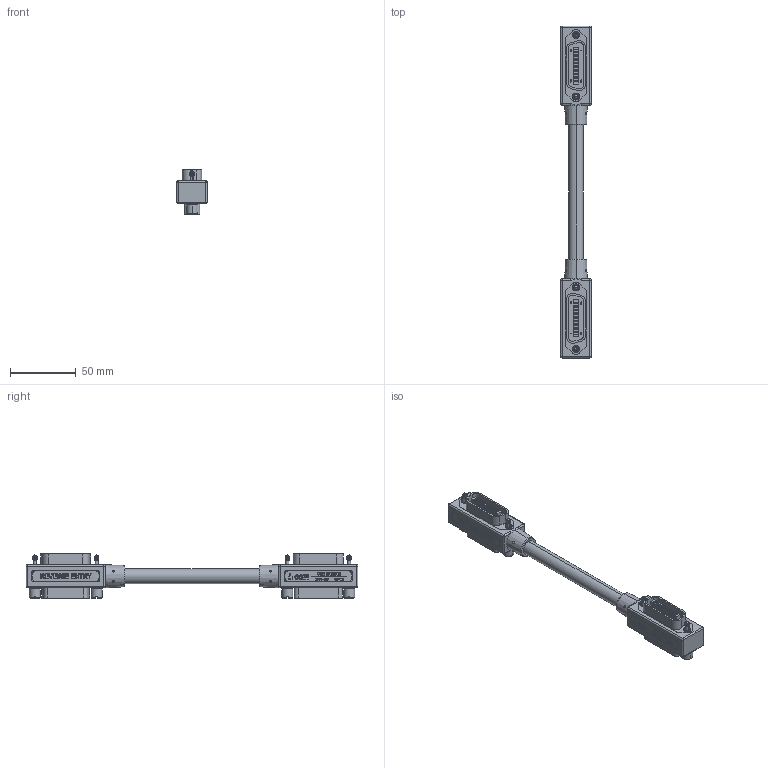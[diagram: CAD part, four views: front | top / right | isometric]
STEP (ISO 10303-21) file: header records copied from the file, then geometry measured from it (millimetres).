
FILE_DESCRIPTION (( 'STEP AP214' ), '1' );
FILE_NAME ('CIM24.STEP', '2020-08-21T20:41:32', ( '' ), ( '' ), 'SwSTEP 2.0', 'SolidWorks 2018', '' );
FILE_SCHEMA (( 'AUTOMOTIVE_DESIGN' ));
Length unit declared in the file: inch
Products named in the file (9): 3AB05-003; 3AC01-006; 3AA07-013; 3AB05-004; 3AB05-013; 3AC03-021; 3AC01-007; MTN-064; CIM24
Assembly tree (12 placements, depth 3):
  CIM24
    3AC03-021
    3AB05-013  x2
      MTN-064
      3AA07-013
      3AB05-003
      3AB05-004
    3AC01-006  x2
    3AC01-007  x2
Bounding box: 23 x 251.6 x 33.7 mm (x, y, z)
Volume: 73877.3 mm3; surface area: 41022.8 mm2
Topology: 15 solids, 15 shells, 3740 faces, 9366 edges, 6104 vertices
Faces by surface type: plane 2524, bspline 448, cylinder 420, cone 320, sphere 16, torus 12
Entity records: 78112 total; most frequent: CARTESIAN_POINT 22838, ORIENTED_EDGE 8998, DIRECTION 7740, EDGE_CURVE 4499, LINE 3512, VECTOR 3512, VERTEX_POINT 2958, AXIS2_PLACEMENT_3D 2114
